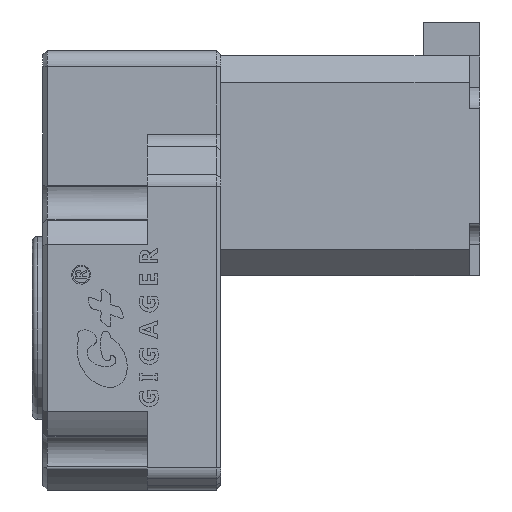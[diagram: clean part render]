
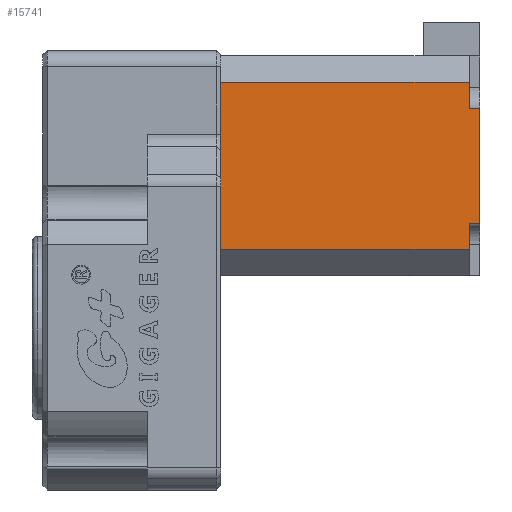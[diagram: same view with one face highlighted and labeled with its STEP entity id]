
A CAD part, left-side view. The second image highlights one B-rep face of the part: STEP entity #15741.
In plain terms, the highlighted planar face has unit normal (-1, 0, 0).
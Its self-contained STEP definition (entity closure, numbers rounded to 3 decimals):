
#348 = DIRECTION ( 'NONE',  ( 0., -1., 0. ) ) ;
#379 = VECTOR ( 'NONE', #10312, 1000. ) ;
#384 = VERTEX_POINT ( 'NONE', #10354 ) ;
#508 = CARTESIAN_POINT ( 'NONE',  ( -21., -47.5, 20. ) ) ;
#791 = LINE ( 'NONE', #508, #14461 ) ;
#1131 = DIRECTION ( 'NONE',  ( 0., 0., -1. ) ) ;
#1132 = CARTESIAN_POINT ( 'NONE',  ( -21., -47.5, 15. ) ) ;
#1150 = LINE ( 'NONE', #1132, #3714 ) ;
#1325 = VERTEX_POINT ( 'NONE', #4617 ) ;
#1489 = EDGE_CURVE ( 'NONE', #1325, #13327, #3680, .T. ) ;
#1540 = VECTOR ( 'NONE', #15901, 1000. ) ;
#1794 = VECTOR ( 'NONE', #6630, 1000. ) ;
#2270 = CARTESIAN_POINT ( 'NONE',  ( -21., -47.5, 47. ) ) ;
#2609 = EDGE_CURVE ( 'NONE', #12040, #12541, #791, .T. ) ;
#2836 = ORIENTED_EDGE ( 'NONE', *, *, #2609, .T. ) ;
#2839 = ORIENTED_EDGE ( 'NONE', *, *, #12253, .T. ) ;
#2863 = ORIENTED_EDGE ( 'NONE', *, *, #3220, .F. ) ;
#2868 = ORIENTED_EDGE ( 'NONE', *, *, #6761, .F. ) ;
#2902 = ORIENTED_EDGE ( 'NONE', *, *, #14685, .T. ) ;
#2908 = ORIENTED_EDGE ( 'NONE', *, *, #1489, .F. ) ;
#2930 = ORIENTED_EDGE ( 'NONE', *, *, #11678, .T. ) ;
#2939 = ORIENTED_EDGE ( 'NONE', *, *, #17016, .F. ) ;
#2995 = VECTOR ( 'NONE', #14237, 1000. ) ;
#3051 = EDGE_LOOP ( 'NONE', ( #2836, #2839, #2863, #2868, #2902, #2908, #2930, #2939 ) ) ;
#3220 = EDGE_CURVE ( 'NONE', #12790, #12851, #10290, .T. ) ;
#3645 = DIRECTION ( 'NONE',  ( 0., 0., 1. ) ) ;
#3661 = CARTESIAN_POINT ( 'NONE',  ( -21., 0., 52. ) ) ;
#3680 = LINE ( 'NONE', #3661, #10793 ) ;
#3714 = VECTOR ( 'NONE', #1131, 1000. ) ;
#4617 = CARTESIAN_POINT ( 'NONE',  ( -21., 0., 15. ) ) ;
#5450 = CARTESIAN_POINT ( 'NONE',  ( -21., 0., 47. ) ) ;
#6630 = DIRECTION ( 'NONE',  ( 0., 0., -1. ) ) ;
#6634 = CARTESIAN_POINT ( 'NONE',  ( -21., -47.5, 47. ) ) ;
#6662 = LINE ( 'NONE', #6634, #1794 ) ;
#6761 = EDGE_CURVE ( 'NONE', #10921, #12790, #6662, .T. ) ;
#8757 = CARTESIAN_POINT ( 'NONE',  ( -21., -49.5, 42. ) ) ;
#9028 = CARTESIAN_POINT ( 'NONE',  ( -21., -47.5, 42. ) ) ;
#9122 = DIRECTION ( 'NONE',  ( 0., 0., 1. ) ) ;
#9141 = DIRECTION ( 'NONE',  ( -1., 0., 0. ) ) ;
#9144 = CARTESIAN_POINT ( 'NONE',  ( -21., -49.5, 52. ) ) ;
#9161 = PLANE ( 'NONE',  #13080 ) ;
#9164 = FACE_OUTER_BOUND ( 'NONE', #3051, .T. ) ;
#10290 = LINE ( 'NONE', #10302, #379 ) ;
#10302 = CARTESIAN_POINT ( 'NONE',  ( -21., -47.5, 42. ) ) ;
#10312 = DIRECTION ( 'NONE',  ( 0., -1., 0. ) ) ;
#10354 = CARTESIAN_POINT ( 'NONE',  ( -21., -47.5, 15. ) ) ;
#10624 = VECTOR ( 'NONE', #12349, 1000. ) ;
#10793 = VECTOR ( 'NONE', #3645, 1000. ) ;
#10874 = CARTESIAN_POINT ( 'NONE',  ( -21., -49.5, 20. ) ) ;
#10921 = VERTEX_POINT ( 'NONE', #2270 ) ;
#11678 = EDGE_CURVE ( 'NONE', #1325, #384, #15920, .T. ) ;
#12040 = VERTEX_POINT ( 'NONE', #14111 ) ;
#12253 = EDGE_CURVE ( 'NONE', #12541, #12851, #12364, .T. ) ;
#12349 = DIRECTION ( 'NONE',  ( 0., 0., 1. ) ) ;
#12362 = CARTESIAN_POINT ( 'NONE',  ( -21., -49.5, 52. ) ) ;
#12364 = LINE ( 'NONE', #12362, #10624 ) ;
#12541 = VERTEX_POINT ( 'NONE', #10874 ) ;
#12790 = VERTEX_POINT ( 'NONE', #9028 ) ;
#12851 = VERTEX_POINT ( 'NONE', #8757 ) ;
#13080 = AXIS2_PLACEMENT_3D ( 'NONE', #9144, #9141, #9122 ) ;
#13327 = VERTEX_POINT ( 'NONE', #5450 ) ;
#14111 = CARTESIAN_POINT ( 'NONE',  ( -21., -47.5, 20. ) ) ;
#14237 = DIRECTION ( 'NONE',  ( 0., 1., 0. ) ) ;
#14255 = CARTESIAN_POINT ( 'NONE',  ( -21., -49.5, 47. ) ) ;
#14257 = LINE ( 'NONE', #14255, #2995 ) ;
#14461 = VECTOR ( 'NONE', #348, 1000. ) ;
#14685 = EDGE_CURVE ( 'NONE', #10921, #13327, #14257, .T. ) ;
#15741 = ADVANCED_FACE ( 'NONE', ( #9164 ), #9161, .T. ) ;
#15901 = DIRECTION ( 'NONE',  ( 0., -1., 0. ) ) ;
#15917 = CARTESIAN_POINT ( 'NONE',  ( -21., -49.5, 15. ) ) ;
#15920 = LINE ( 'NONE', #15917, #1540 ) ;
#17016 = EDGE_CURVE ( 'NONE', #12040, #384, #1150, .T. ) ;
